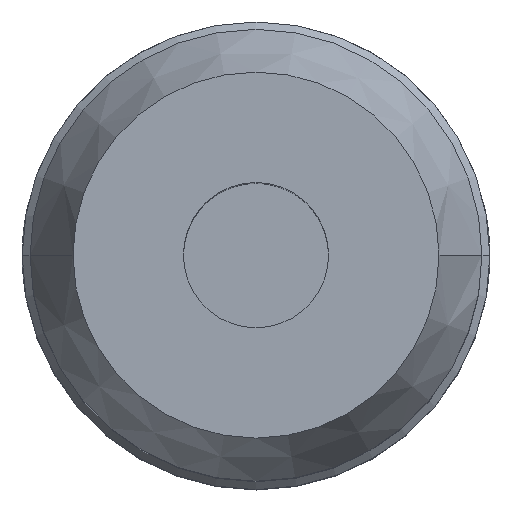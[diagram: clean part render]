
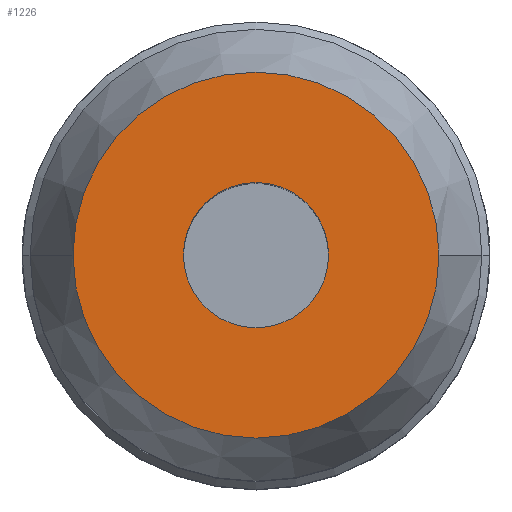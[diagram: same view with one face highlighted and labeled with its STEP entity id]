
A CAD part, top view. The second image highlights one B-rep face of the part: STEP entity #1226.
In plain terms, the highlighted planar face has unit normal (0, 0, 1).
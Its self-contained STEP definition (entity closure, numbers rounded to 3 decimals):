
#2 = DIRECTION ( 'NONE',  ( -1., 0., 0. ) ) ;
#113 = DIRECTION ( 'NONE',  ( -1., 0., 0. ) ) ;
#119 = CIRCLE ( 'NONE', #1118, 18. ) ;
#171 = AXIS2_PLACEMENT_3D ( 'NONE', #578, #1538, #814 ) ;
#231 = VERTEX_POINT ( 'NONE', #460 ) ;
#249 = AXIS2_PLACEMENT_3D ( 'NONE', #1259, #700, #421 ) ;
#352 = DIRECTION ( 'NONE',  ( 0., 0., -1. ) ) ;
#363 = CARTESIAN_POINT ( 'NONE',  ( 0., 0., 60. ) ) ;
#406 = VERTEX_POINT ( 'NONE', #664 ) ;
#421 = DIRECTION ( 'NONE',  ( -1., 0., 0. ) ) ;
#427 = EDGE_LOOP ( 'NONE', ( #456, #1338 ) ) ;
#434 = CARTESIAN_POINT ( 'NONE',  ( 0., 0., 60. ) ) ;
#456 = ORIENTED_EDGE ( 'NONE', *, *, #1254, .F. ) ;
#460 = CARTESIAN_POINT ( 'NONE',  ( -18., 0., 60. ) ) ;
#578 = CARTESIAN_POINT ( 'NONE',  ( 0., 0., 60. ) ) ;
#579 = PLANE ( 'NONE',  #249 ) ;
#581 = FACE_OUTER_BOUND ( 'NONE', #427, .T. ) ;
#652 = ORIENTED_EDGE ( 'NONE', *, *, #1354, .T. ) ;
#664 = CARTESIAN_POINT ( 'NONE',  ( 7.144, 0., 60. ) ) ;
#688 = VERTEX_POINT ( 'NONE', #868 ) ;
#694 = FACE_BOUND ( 'NONE', #1053, .T. ) ;
#700 = DIRECTION ( 'NONE',  ( 0., 0., -1. ) ) ;
#814 = DIRECTION ( 'NONE',  ( -1., 0., 0. ) ) ;
#825 = DIRECTION ( 'NONE',  ( 0., 0., -1. ) ) ;
#836 = AXIS2_PLACEMENT_3D ( 'NONE', #1558, #825, #113 ) ;
#865 = CIRCLE ( 'NONE', #836, 18. ) ;
#868 = CARTESIAN_POINT ( 'NONE',  ( 18., 0., 60. ) ) ;
#978 = EDGE_CURVE ( 'NONE', #406, #1206, #1135, .T. ) ;
#1041 = DIRECTION ( 'NONE',  ( 0., 0., -1. ) ) ;
#1053 = EDGE_LOOP ( 'NONE', ( #652, #1468 ) ) ;
#1063 = CARTESIAN_POINT ( 'NONE',  ( -7.144, 0., 60. ) ) ;
#1092 = AXIS2_PLACEMENT_3D ( 'NONE', #363, #352, #2 ) ;
#1118 = AXIS2_PLACEMENT_3D ( 'NONE', #434, #1041, #1520 ) ;
#1135 = CIRCLE ( 'NONE', #171, 7.144 ) ;
#1206 = VERTEX_POINT ( 'NONE', #1063 ) ;
#1226 = ADVANCED_FACE ( 'NONE', ( #694, #581 ), #579, .F. ) ;
#1254 = EDGE_CURVE ( 'NONE', #231, #688, #865, .T. ) ;
#1259 = CARTESIAN_POINT ( 'NONE',  ( 0., 18., 60. ) ) ;
#1338 = ORIENTED_EDGE ( 'NONE', *, *, #1543, .F. ) ;
#1354 = EDGE_CURVE ( 'NONE', #1206, #406, #1479, .T. ) ;
#1468 = ORIENTED_EDGE ( 'NONE', *, *, #978, .T. ) ;
#1479 = CIRCLE ( 'NONE', #1092, 7.144 ) ;
#1520 = DIRECTION ( 'NONE',  ( -1., 0., 0. ) ) ;
#1538 = DIRECTION ( 'NONE',  ( 0., 0., -1. ) ) ;
#1543 = EDGE_CURVE ( 'NONE', #688, #231, #119, .T. ) ;
#1558 = CARTESIAN_POINT ( 'NONE',  ( 0., 0., 60. ) ) ;
